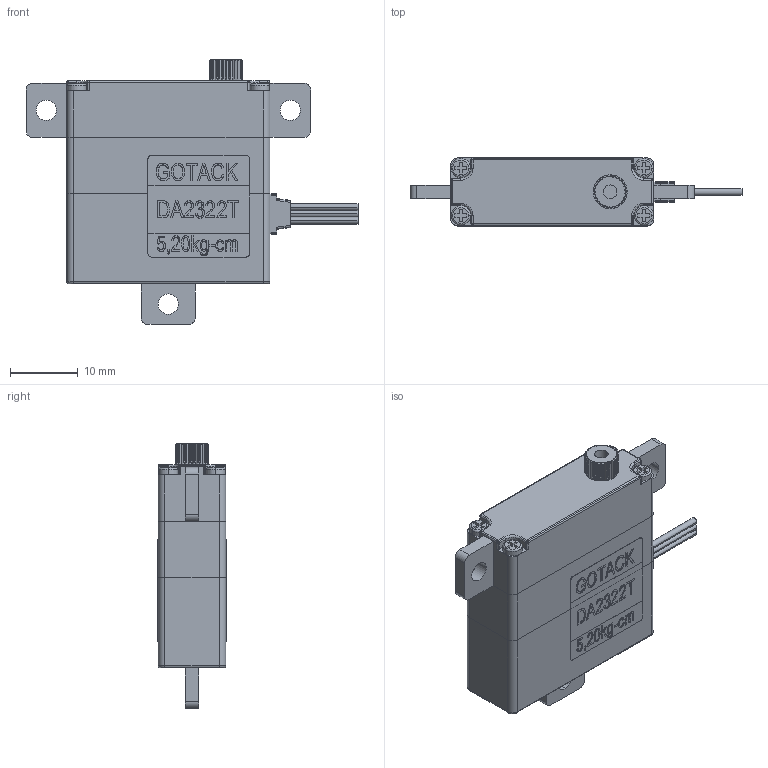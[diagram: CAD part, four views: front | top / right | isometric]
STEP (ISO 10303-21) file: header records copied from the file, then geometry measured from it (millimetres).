
FILE_DESCRIPTION(('STEP AP214'),'1');
FILE_NAME('Servo DA2322T.stp','2019-03-14T09:52:21',('Ad Moerenhout'),('-'),'Spatial InterOp 3D',' ',' ');
FILE_SCHEMA(('AUTOMOTIVE_DESIGN { 1 0 10303 214 1 1 1 1 }'));
Length unit declared in the file: inch
Products named in the file (1): Part_3026670
Bounding box: 49 x 10.2 x 39.1 mm (x, y, z)
Volume: 9334.7 mm3; surface area: 5884.2 mm2
Topology: 14 solids, 14 shells, 1202 faces, 3302 edges, 2174 vertices
Faces by surface type: extrusion 500, plane 476, cylinder 168, cone 26, torus 16, sphere 16
Entity records: 51708 total; most frequent: CARTESIAN_POINT 13248, ORIENTED_EDGE 6572, DIRECTION 4513, EDGE_CURVE 3286, VECTOR 2335, VERTEX_POINT 2174, LINE 1835, B_SPLINE_CURVE_WITH_KNOTS 1528
